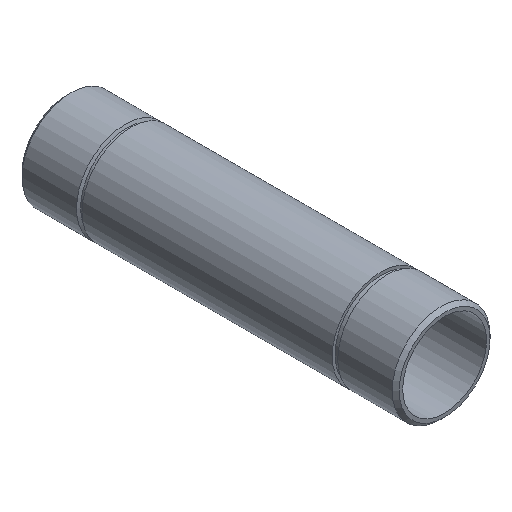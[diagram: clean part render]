
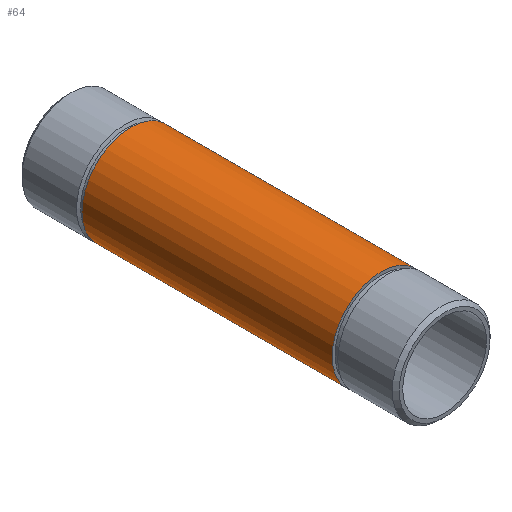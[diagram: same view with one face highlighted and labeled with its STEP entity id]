
A CAD part, isometric view. The second image highlights one B-rep face of the part: STEP entity #64.
In plain terms, the highlighted cylindrical face has radius 7 mm (diameter 14 mm), a full revolution.
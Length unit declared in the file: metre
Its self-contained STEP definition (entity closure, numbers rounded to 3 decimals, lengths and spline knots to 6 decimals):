
#64 = ADVANCED_FACE( 'NONE', ( #135, #136 ), #137, .T. );
#135 = FACE_OUTER_BOUND( '', #198, .T. );
#136 = FACE_OUTER_BOUND( '', #199, .T. );
#137 = CYLINDRICAL_SURFACE( '', #200, 0.007 );
#198 = EDGE_LOOP( '', ( #281 ) );
#199 = EDGE_LOOP( '', ( #282 ) );
#200 = AXIS2_PLACEMENT_3D( '', #283, #284, #285 );
#281 = ORIENTED_EDGE( '', *, *, #311, .F. );
#282 = ORIENTED_EDGE( '', *, *, #307, .T. );
#283 = CARTESIAN_POINT( '', ( 0., 0., 0. ) );
#284 = DIRECTION( '', ( 0., 1., 0. ) );
#285 = DIRECTION( '', ( 0., 0., -1. ) );
#307 = EDGE_CURVE( 'NONE', #346, #346, #347, .T. );
#311 = EDGE_CURVE( 'NONE', #352, #352, #353, .T. );
#346 = VERTEX_POINT( '', #388 );
#347 = CIRCLE( '', #389, 0.007 );
#352 = VERTEX_POINT( '', #394 );
#353 = CIRCLE( '', #395, 0.007 );
#388 = CARTESIAN_POINT( '', ( 0., 0.044913, -0.007 ) );
#389 = AXIS2_PLACEMENT_3D( '', #431, #432, #433 );
#394 = CARTESIAN_POINT( '', ( 0., 0.009087, -0.007 ) );
#395 = AXIS2_PLACEMENT_3D( '', #437, #438, #439 );
#431 = CARTESIAN_POINT( '', ( 0., 0.044913, 0. ) );
#432 = DIRECTION( '', ( 0., -1., 0. ) );
#433 = DIRECTION( '', ( 0., 0., -1. ) );
#437 = CARTESIAN_POINT( '', ( 0., 0.009087, 0. ) );
#438 = DIRECTION( '', ( 0., -1., 0. ) );
#439 = DIRECTION( '', ( 0., 0., -1. ) );
